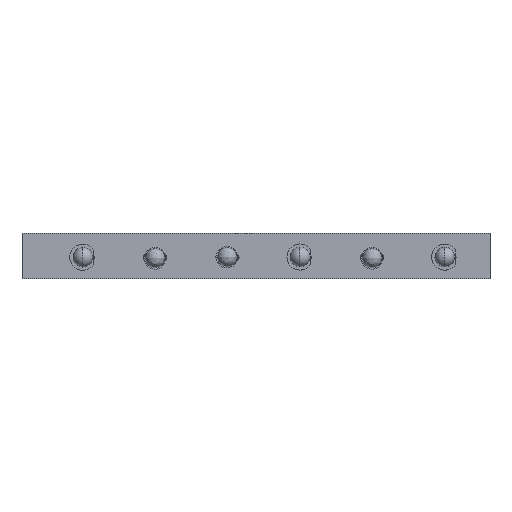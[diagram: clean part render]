
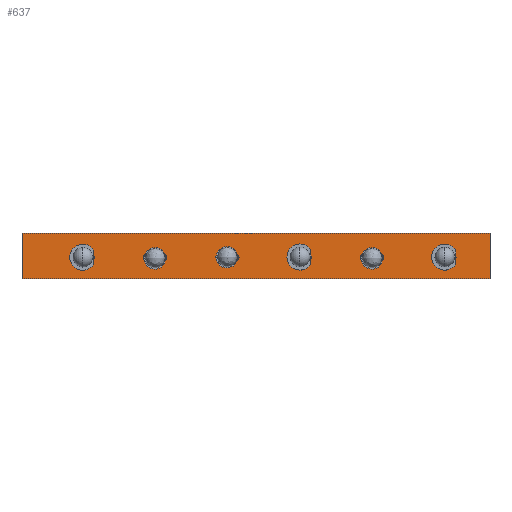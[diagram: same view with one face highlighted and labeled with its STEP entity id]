
A CAD part, top view. The second image highlights one B-rep face of the part: STEP entity #637.
In plain terms, the highlighted planar face has unit normal (0, 0, 1).
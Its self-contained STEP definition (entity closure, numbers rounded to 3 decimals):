
#76 = VERTEX_POINT('',#77);
#77 = CARTESIAN_POINT('',(62.484,81.661,0.411));
#83 = EDGE_CURVE('',#76,#84,#86,.T.);
#84 = VERTEX_POINT('',#85);
#85 = CARTESIAN_POINT('',(134.239,81.661,0.411));
#86 = LINE('',#87,#88);
#87 = CARTESIAN_POINT('',(62.484,81.661,0.411));
#88 = VECTOR('',#89,1.);
#89 = DIRECTION('',(1.,0.,0.));
#114 = EDGE_CURVE('',#84,#115,#117,.T.);
#115 = VERTEX_POINT('',#116);
#116 = CARTESIAN_POINT('',(134.239,88.646,0.411));
#117 = LINE('',#118,#119);
#118 = CARTESIAN_POINT('',(134.239,81.661,0.411));
#119 = VECTOR('',#120,1.);
#120 = DIRECTION('',(0.,1.,0.));
#145 = EDGE_CURVE('',#115,#146,#148,.T.);
#146 = VERTEX_POINT('',#147);
#147 = CARTESIAN_POINT('',(62.484,88.646,0.411));
#148 = LINE('',#149,#150);
#149 = CARTESIAN_POINT('',(134.239,88.646,0.411));
#150 = VECTOR('',#151,1.);
#151 = DIRECTION('',(-1.,0.,0.));
#176 = EDGE_CURVE('',#146,#76,#177,.T.);
#177 = LINE('',#178,#179);
#178 = CARTESIAN_POINT('',(62.484,88.646,0.411));
#179 = VECTOR('',#180,1.);
#180 = DIRECTION('',(0.,-1.,0.));
#200 = VERTEX_POINT('',#201);
#201 = CARTESIAN_POINT('',(71.004,84.921,0.411));
#207 = EDGE_CURVE('',#200,#200,#208,.T.);
#208 = CIRCLE('',#209,0.508);
#209 = AXIS2_PLACEMENT_3D('',#210,#211,#212);
#210 = CARTESIAN_POINT('',(70.496,84.921,0.411));
#211 = DIRECTION('',(0.,0.,1.));
#212 = DIRECTION('',(1.,0.,-0.));
#233 = VERTEX_POINT('',#234);
#234 = CARTESIAN_POINT('',(82.102,84.921,0.411));
#240 = EDGE_CURVE('',#233,#233,#241,.T.);
#241 = CIRCLE('',#242,0.508);
#242 = AXIS2_PLACEMENT_3D('',#243,#244,#245);
#243 = CARTESIAN_POINT('',(81.594,84.921,0.411));
#244 = DIRECTION('',(0.,0.,1.));
#245 = DIRECTION('',(1.,0.,-0.));
#266 = VERTEX_POINT('',#267);
#267 = CARTESIAN_POINT('',(73.544,84.921,0.411));
#273 = EDGE_CURVE('',#266,#266,#274,.T.);
#274 = CIRCLE('',#275,0.508);
#275 = AXIS2_PLACEMENT_3D('',#276,#277,#278);
#276 = CARTESIAN_POINT('',(73.036,84.921,0.411));
#277 = DIRECTION('',(0.,0.,1.));
#278 = DIRECTION('',(1.,0.,-0.));
#299 = VERTEX_POINT('',#300);
#300 = CARTESIAN_POINT('',(84.642,84.921,0.411));
#306 = EDGE_CURVE('',#299,#299,#307,.T.);
#307 = CIRCLE('',#308,0.508);
#308 = AXIS2_PLACEMENT_3D('',#309,#310,#311);
#309 = CARTESIAN_POINT('',(84.134,84.921,0.411));
#310 = DIRECTION('',(0.,0.,1.));
#311 = DIRECTION('',(1.,0.,-0.));
#332 = VERTEX_POINT('',#333);
#333 = CARTESIAN_POINT('',(95.758,84.963,0.411));
#339 = EDGE_CURVE('',#332,#332,#340,.T.);
#340 = CIRCLE('',#341,0.508);
#341 = AXIS2_PLACEMENT_3D('',#342,#343,#344);
#342 = CARTESIAN_POINT('',(95.25,84.963,0.411));
#343 = DIRECTION('',(0.,0.,1.));
#344 = DIRECTION('',(1.,0.,-0.));
#365 = VERTEX_POINT('',#366);
#366 = CARTESIAN_POINT('',(93.218,84.963,0.411));
#372 = EDGE_CURVE('',#365,#365,#373,.T.);
#373 = CIRCLE('',#374,0.508);
#374 = AXIS2_PLACEMENT_3D('',#375,#376,#377);
#375 = CARTESIAN_POINT('',(92.71,84.963,0.411));
#376 = DIRECTION('',(0.,0.,1.));
#377 = DIRECTION('',(1.,0.,-0.));
#398 = VERTEX_POINT('',#399);
#399 = CARTESIAN_POINT('',(115.376,84.921,0.411));
#405 = EDGE_CURVE('',#398,#398,#406,.T.);
#406 = CIRCLE('',#407,0.508);
#407 = AXIS2_PLACEMENT_3D('',#408,#409,#410);
#408 = CARTESIAN_POINT('',(114.868,84.921,0.411));
#409 = DIRECTION('',(0.,0.,1.));
#410 = DIRECTION('',(1.,0.,-0.));
#431 = VERTEX_POINT('',#432);
#432 = CARTESIAN_POINT('',(117.916,84.921,0.411));
#438 = EDGE_CURVE('',#431,#431,#439,.T.);
#439 = CIRCLE('',#440,0.508);
#440 = AXIS2_PLACEMENT_3D('',#441,#442,#443);
#441 = CARTESIAN_POINT('',(117.408,84.921,0.411));
#442 = DIRECTION('',(0.,0.,1.));
#443 = DIRECTION('',(1.,0.,-0.));
#464 = VERTEX_POINT('',#465);
#465 = CARTESIAN_POINT('',(129.029,84.946,0.411));
#471 = EDGE_CURVE('',#464,#464,#472,.T.);
#472 = CIRCLE('',#473,0.508);
#473 = AXIS2_PLACEMENT_3D('',#474,#475,#476);
#474 = CARTESIAN_POINT('',(128.521,84.946,0.411));
#475 = DIRECTION('',(0.,0.,1.));
#476 = DIRECTION('',(1.,0.,-0.));
#497 = VERTEX_POINT('',#498);
#498 = CARTESIAN_POINT('',(104.303,84.961,0.411));
#504 = EDGE_CURVE('',#497,#497,#505,.T.);
#505 = CIRCLE('',#506,0.508);
#506 = AXIS2_PLACEMENT_3D('',#507,#508,#509);
#507 = CARTESIAN_POINT('',(103.795,84.961,0.411));
#508 = DIRECTION('',(0.,0.,1.));
#509 = DIRECTION('',(1.,0.,-0.));
#530 = VERTEX_POINT('',#531);
#531 = CARTESIAN_POINT('',(126.489,84.946,0.411));
#537 = EDGE_CURVE('',#530,#530,#538,.T.);
#538 = CIRCLE('',#539,0.508);
#539 = AXIS2_PLACEMENT_3D('',#540,#541,#542);
#540 = CARTESIAN_POINT('',(125.981,84.946,0.411));
#541 = DIRECTION('',(0.,0.,1.));
#542 = DIRECTION('',(1.,0.,-0.));
#563 = VERTEX_POINT('',#564);
#564 = CARTESIAN_POINT('',(106.843,84.961,0.411));
#570 = EDGE_CURVE('',#563,#563,#571,.T.);
#571 = CIRCLE('',#572,0.508);
#572 = AXIS2_PLACEMENT_3D('',#573,#574,#575);
#573 = CARTESIAN_POINT('',(106.335,84.961,0.411));
#574 = DIRECTION('',(0.,0.,1.));
#575 = DIRECTION('',(1.,0.,-0.));
#637 = ADVANCED_FACE('',(#638,#644,#647,#650,#653,#656,#659,#662,#665,
    #668,#671,#674,#677),#680,.T.);
#638 = FACE_BOUND('',#639,.T.);
#639 = EDGE_LOOP('',(#640,#641,#642,#643));
#640 = ORIENTED_EDGE('',*,*,#83,.T.);
#641 = ORIENTED_EDGE('',*,*,#114,.T.);
#642 = ORIENTED_EDGE('',*,*,#145,.T.);
#643 = ORIENTED_EDGE('',*,*,#176,.T.);
#644 = FACE_BOUND('',#645,.T.);
#645 = EDGE_LOOP('',(#646));
#646 = ORIENTED_EDGE('',*,*,#207,.F.);
#647 = FACE_BOUND('',#648,.T.);
#648 = EDGE_LOOP('',(#649));
#649 = ORIENTED_EDGE('',*,*,#240,.F.);
#650 = FACE_BOUND('',#651,.T.);
#651 = EDGE_LOOP('',(#652));
#652 = ORIENTED_EDGE('',*,*,#273,.F.);
#653 = FACE_BOUND('',#654,.T.);
#654 = EDGE_LOOP('',(#655));
#655 = ORIENTED_EDGE('',*,*,#306,.F.);
#656 = FACE_BOUND('',#657,.T.);
#657 = EDGE_LOOP('',(#658));
#658 = ORIENTED_EDGE('',*,*,#339,.F.);
#659 = FACE_BOUND('',#660,.T.);
#660 = EDGE_LOOP('',(#661));
#661 = ORIENTED_EDGE('',*,*,#372,.F.);
#662 = FACE_BOUND('',#663,.T.);
#663 = EDGE_LOOP('',(#664));
#664 = ORIENTED_EDGE('',*,*,#405,.F.);
#665 = FACE_BOUND('',#666,.T.);
#666 = EDGE_LOOP('',(#667));
#667 = ORIENTED_EDGE('',*,*,#438,.F.);
#668 = FACE_BOUND('',#669,.T.);
#669 = EDGE_LOOP('',(#670));
#670 = ORIENTED_EDGE('',*,*,#471,.F.);
#671 = FACE_BOUND('',#672,.T.);
#672 = EDGE_LOOP('',(#673));
#673 = ORIENTED_EDGE('',*,*,#504,.F.);
#674 = FACE_BOUND('',#675,.T.);
#675 = EDGE_LOOP('',(#676));
#676 = ORIENTED_EDGE('',*,*,#537,.F.);
#677 = FACE_BOUND('',#678,.T.);
#678 = EDGE_LOOP('',(#679));
#679 = ORIENTED_EDGE('',*,*,#570,.F.);
#680 = PLANE('',#681);
#681 = AXIS2_PLACEMENT_3D('',#682,#683,#684);
#682 = CARTESIAN_POINT('',(98.362,85.154,0.411));
#683 = DIRECTION('',(0.,0.,1.));
#684 = DIRECTION('',(1.,0.,-0.));
